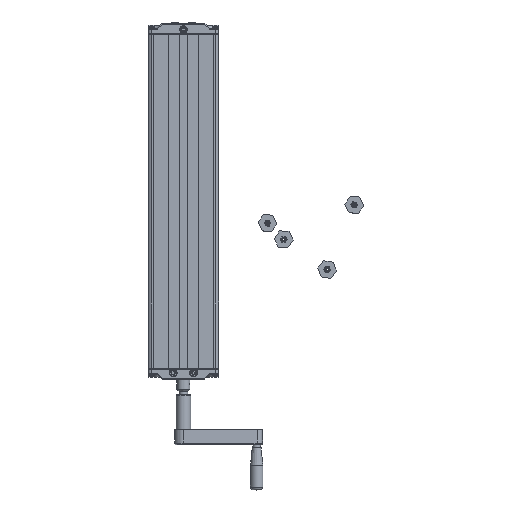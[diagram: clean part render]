
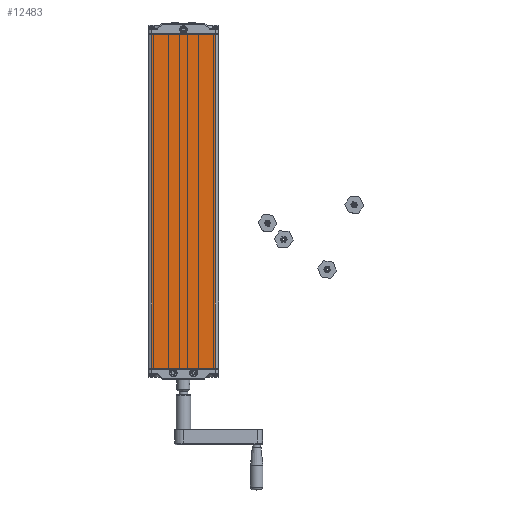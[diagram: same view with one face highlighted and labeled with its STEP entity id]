
A CAD part, top view. The second image highlights one B-rep face of the part: STEP entity #12483.
In plain terms, the highlighted planar face has unit normal (0, 0, 1).
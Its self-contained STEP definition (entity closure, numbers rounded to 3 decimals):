
#754=PLANE('',#13727);
#1012=FACE_OUTER_BOUND('',#1799,.T.);
#1799=EDGE_LOOP('',(#8493,#8494,#8495,#8496));
#2704=LINE('',#19954,#3573);
#2705=LINE('',#19956,#3574);
#2706=LINE('',#19958,#3575);
#2707=LINE('',#19959,#3576);
#3573=VECTOR('',#15557,569.5);
#3574=VECTOR('',#15558,108.);
#3575=VECTOR('',#15559,569.5);
#3576=VECTOR('',#15560,108.);
#5386=VERTEX_POINT('',#19952);
#5387=VERTEX_POINT('',#19953);
#5388=VERTEX_POINT('',#19955);
#5389=VERTEX_POINT('',#19957);
#6575=EDGE_CURVE('',#5386,#5387,#2704,.F.);
#6576=EDGE_CURVE('',#5387,#5388,#2705,.T.);
#6577=EDGE_CURVE('',#5388,#5389,#2706,.T.);
#6578=EDGE_CURVE('',#5389,#5386,#2707,.F.);
#8493=ORIENTED_EDGE('',*,*,#6575,.T.);
#8494=ORIENTED_EDGE('',*,*,#6576,.T.);
#8495=ORIENTED_EDGE('',*,*,#6577,.T.);
#8496=ORIENTED_EDGE('',*,*,#6578,.T.);
#12483=ADVANCED_FACE('',(#1012),#754,.T.);
#13727=AXIS2_PLACEMENT_3D('',#19951,#15555,#15556);
#15555=DIRECTION('center_axis',(0.,0.,1.));
#15556=DIRECTION('ref_axis',(1.,0.,0.));
#15557=DIRECTION('',(0.,-1.,0.));
#15558=DIRECTION('',(-1.,0.,0.));
#15559=DIRECTION('',(0.,-1.,0.));
#15560=DIRECTION('',(-1.,0.,0.));
#19951=CARTESIAN_POINT('Origin',(60.,570.5,30.));
#19952=CARTESIAN_POINT('',(54.,0.5,30.));
#19953=CARTESIAN_POINT('',(54.,570.,30.));
#19954=CARTESIAN_POINT('',(54.,570.,30.));
#19955=CARTESIAN_POINT('',(-54.,570.,30.));
#19956=CARTESIAN_POINT('',(54.,570.,30.));
#19957=CARTESIAN_POINT('',(-54.,0.5,30.));
#19958=CARTESIAN_POINT('',(-54.,570.,30.));
#19959=CARTESIAN_POINT('',(54.,0.5,30.));
